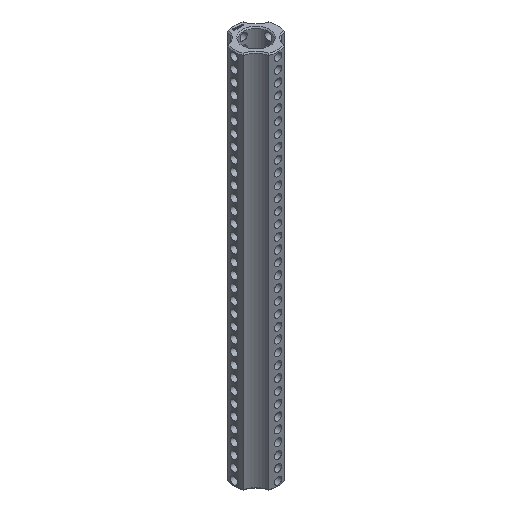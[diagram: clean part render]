
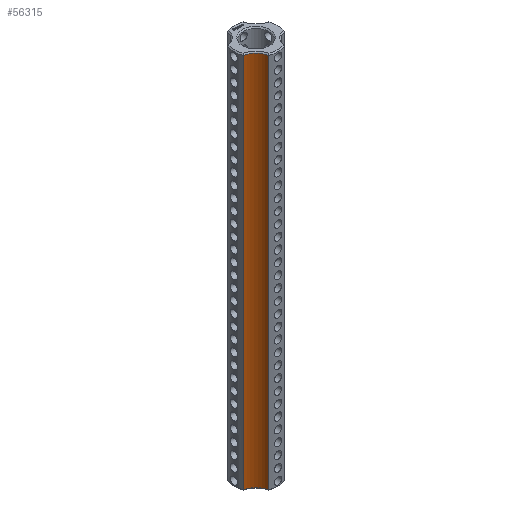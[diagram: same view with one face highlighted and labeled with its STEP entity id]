
A CAD part, isometric view. The second image highlights one B-rep face of the part: STEP entity #56315.
In plain terms, the highlighted cylindrical face has radius 5 mm (diameter 10 mm), a partial arc.
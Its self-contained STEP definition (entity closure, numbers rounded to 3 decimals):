
#7363 = CYLINDRICAL_SURFACE('',#7364,6.25);
#7364 = AXIS2_PLACEMENT_3D('',#7365,#7366,#7367);
#7365 = CARTESIAN_POINT('',(0.,0.,0.));
#7366 = DIRECTION('',(-0.,-0.,-1.));
#7367 = DIRECTION('',(1.,0.,0.));
#15692 = EDGE_CURVE('',#15693,#15695,#15697,.T.);
#15693 = VERTEX_POINT('',#15694);
#15694 = CARTESIAN_POINT('',(-2.225,-5.841,0.3));
#15695 = VERTEX_POINT('',#15696);
#15696 = CARTESIAN_POINT('',(-2.225,-5.841,105.95));
#15697 = SURFACE_CURVE('',#15698,(#15702,#15709),.PCURVE_S1.);
#15698 = LINE('',#15699,#15700);
#15699 = CARTESIAN_POINT('',(-2.225,-5.841,0.));
#15700 = VECTOR('',#15701,1.);
#15701 = DIRECTION('',(0.,0.,1.));
#15702 = PCURVE('',#7363,#15703);
#15703 = DEFINITIONAL_REPRESENTATION('',(#15704),#15708);
#15704 = LINE('',#15705,#15706);
#15705 = CARTESIAN_POINT('',(-4.348,0.));
#15706 = VECTOR('',#15707,1.);
#15707 = DIRECTION('',(-0.,-1.));
#15708 = ( GEOMETRIC_REPRESENTATION_CONTEXT(2) 
PARAMETRIC_REPRESENTATION_CONTEXT() REPRESENTATION_CONTEXT('2D SPACE',''
  ) );
#15709 = PCURVE('',#15710,#15715);
#15710 = CYLINDRICAL_SURFACE('',#15711,5.);
#15711 = AXIS2_PLACEMENT_3D('',#15712,#15713,#15714);
#15712 = CARTESIAN_POINT('',(-7.071,-7.071,0.));
#15713 = DIRECTION('',(-0.,-0.,-1.));
#15714 = DIRECTION('',(1.,0.,0.));
#15715 = DEFINITIONAL_REPRESENTATION('',(#15716),#15720);
#15716 = LINE('',#15717,#15718);
#15717 = CARTESIAN_POINT('',(-0.249,0.));
#15718 = VECTOR('',#15719,1.);
#15719 = DIRECTION('',(-0.,-1.));
#15720 = ( GEOMETRIC_REPRESENTATION_CONTEXT(2) 
PARAMETRIC_REPRESENTATION_CONTEXT() REPRESENTATION_CONTEXT('2D SPACE',''
  ) );
#21452 = CONICAL_SURFACE('',#21453,5.,0.785);
#21453 = AXIS2_PLACEMENT_3D('',#21454,#21455,#21456);
#21454 = CARTESIAN_POINT('',(-7.071,-7.071,0.3));
#21455 = DIRECTION('',(-0.,-0.,-1.));
#21456 = DIRECTION('',(0.969,0.246,0.));
#21684 = CONICAL_SURFACE('',#21685,5.,0.785);
#21685 = AXIS2_PLACEMENT_3D('',#21686,#21687,#21688);
#21686 = CARTESIAN_POINT('',(-7.071,-7.071,105.95));
#21687 = DIRECTION('',(0.,0.,1.));
#21688 = DIRECTION('',(0.969,0.246,0.));
#56315 = ADVANCED_FACE('',(#56316),#15710,.F.);
#56316 = FACE_BOUND('',#56317,.T.);
#56317 = EDGE_LOOP('',(#56318,#56319,#56343,#56371));
#56318 = ORIENTED_EDGE('',*,*,#15692,.T.);
#56319 = ORIENTED_EDGE('',*,*,#56320,.T.);
#56320 = EDGE_CURVE('',#15695,#56321,#56323,.T.);
#56321 = VERTEX_POINT('',#56322);
#56322 = CARTESIAN_POINT('',(-5.841,-2.225,105.95));
#56323 = SURFACE_CURVE('',#56324,(#56329,#56336),.PCURVE_S1.);
#56324 = CIRCLE('',#56325,5.);
#56325 = AXIS2_PLACEMENT_3D('',#56326,#56327,#56328);
#56326 = CARTESIAN_POINT('',(-7.071,-7.071,105.95));
#56327 = DIRECTION('',(0.,-0.,1.));
#56328 = DIRECTION('',(0.969,0.246,0.));
#56329 = PCURVE('',#15710,#56330);
#56330 = DEFINITIONAL_REPRESENTATION('',(#56331),#56335);
#56331 = LINE('',#56332,#56333);
#56332 = CARTESIAN_POINT('',(-0.249,-105.95));
#56333 = VECTOR('',#56334,1.);
#56334 = DIRECTION('',(-1.,0.));
#56335 = ( GEOMETRIC_REPRESENTATION_CONTEXT(2) 
PARAMETRIC_REPRESENTATION_CONTEXT() REPRESENTATION_CONTEXT('2D SPACE',''
  ) );
#56336 = PCURVE('',#21684,#56337);
#56337 = DEFINITIONAL_REPRESENTATION('',(#56338),#56342);
#56338 = LINE('',#56339,#56340);
#56339 = CARTESIAN_POINT('',(0.,0.));
#56340 = VECTOR('',#56341,1.);
#56341 = DIRECTION('',(1.,0.));
#56342 = ( GEOMETRIC_REPRESENTATION_CONTEXT(2) 
PARAMETRIC_REPRESENTATION_CONTEXT() REPRESENTATION_CONTEXT('2D SPACE',''
  ) );
#56343 = ORIENTED_EDGE('',*,*,#56344,.F.);
#56344 = EDGE_CURVE('',#56345,#56321,#56347,.T.);
#56345 = VERTEX_POINT('',#56346);
#56346 = CARTESIAN_POINT('',(-5.841,-2.225,0.3));
#56347 = SURFACE_CURVE('',#56348,(#56352,#56359),.PCURVE_S1.);
#56348 = LINE('',#56349,#56350);
#56349 = CARTESIAN_POINT('',(-5.841,-2.225,0.));
#56350 = VECTOR('',#56351,1.);
#56351 = DIRECTION('',(0.,0.,1.));
#56352 = PCURVE('',#15710,#56353);
#56353 = DEFINITIONAL_REPRESENTATION('',(#56354),#56358);
#56354 = LINE('',#56355,#56356);
#56355 = CARTESIAN_POINT('',(-1.322,0.));
#56356 = VECTOR('',#56357,1.);
#56357 = DIRECTION('',(-0.,-1.));
#56358 = ( GEOMETRIC_REPRESENTATION_CONTEXT(2) 
PARAMETRIC_REPRESENTATION_CONTEXT() REPRESENTATION_CONTEXT('2D SPACE',''
  ) );
#56359 = PCURVE('',#56360,#56365);
#56360 = CYLINDRICAL_SURFACE('',#56361,6.25);
#56361 = AXIS2_PLACEMENT_3D('',#56362,#56363,#56364);
#56362 = CARTESIAN_POINT('',(0.,0.,0.));
#56363 = DIRECTION('',(-0.,-0.,-1.));
#56364 = DIRECTION('',(1.,0.,0.));
#56365 = DEFINITIONAL_REPRESENTATION('',(#56366),#56370);
#56366 = LINE('',#56367,#56368);
#56367 = CARTESIAN_POINT('',(-3.506,0.));
#56368 = VECTOR('',#56369,1.);
#56369 = DIRECTION('',(-0.,-1.));
#56370 = ( GEOMETRIC_REPRESENTATION_CONTEXT(2) 
PARAMETRIC_REPRESENTATION_CONTEXT() REPRESENTATION_CONTEXT('2D SPACE',''
  ) );
#56371 = ORIENTED_EDGE('',*,*,#56372,.F.);
#56372 = EDGE_CURVE('',#15693,#56345,#56373,.T.);
#56373 = SURFACE_CURVE('',#56374,(#56379,#56386),.PCURVE_S1.);
#56374 = CIRCLE('',#56375,5.);
#56375 = AXIS2_PLACEMENT_3D('',#56376,#56377,#56378);
#56376 = CARTESIAN_POINT('',(-7.071,-7.071,0.3));
#56377 = DIRECTION('',(0.,-0.,1.));
#56378 = DIRECTION('',(0.969,0.246,0.));
#56379 = PCURVE('',#15710,#56380);
#56380 = DEFINITIONAL_REPRESENTATION('',(#56381),#56385);
#56381 = LINE('',#56382,#56383);
#56382 = CARTESIAN_POINT('',(-0.249,-0.3));
#56383 = VECTOR('',#56384,1.);
#56384 = DIRECTION('',(-1.,0.));
#56385 = ( GEOMETRIC_REPRESENTATION_CONTEXT(2) 
PARAMETRIC_REPRESENTATION_CONTEXT() REPRESENTATION_CONTEXT('2D SPACE',''
  ) );
#56386 = PCURVE('',#21452,#56387);
#56387 = DEFINITIONAL_REPRESENTATION('',(#56388),#56392);
#56388 = LINE('',#56389,#56390);
#56389 = CARTESIAN_POINT('',(-0.,0.));
#56390 = VECTOR('',#56391,1.);
#56391 = DIRECTION('',(-1.,0.));
#56392 = ( GEOMETRIC_REPRESENTATION_CONTEXT(2) 
PARAMETRIC_REPRESENTATION_CONTEXT() REPRESENTATION_CONTEXT('2D SPACE',''
  ) );
